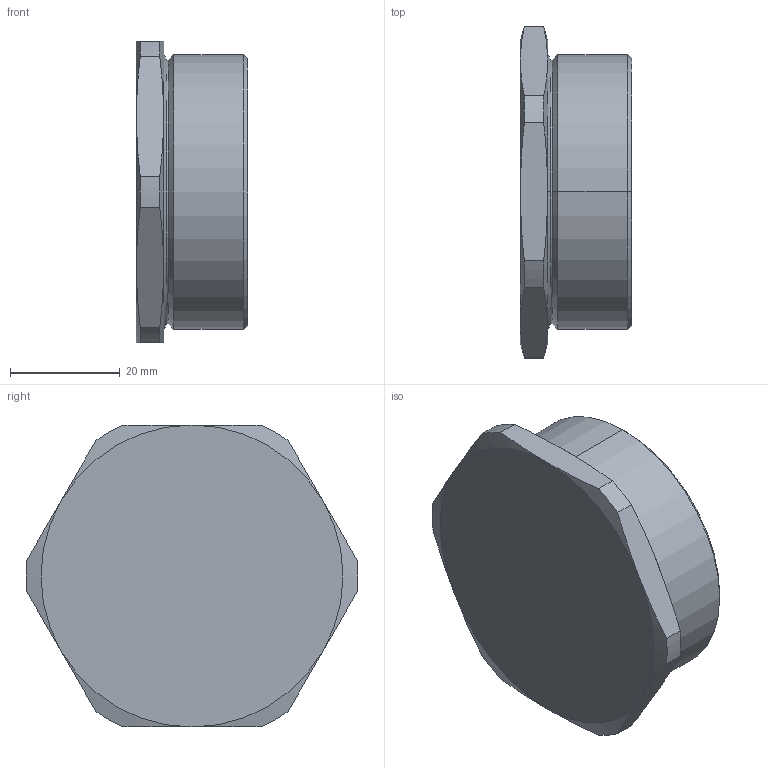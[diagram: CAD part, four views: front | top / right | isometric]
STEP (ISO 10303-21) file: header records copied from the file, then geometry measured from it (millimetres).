
FILE_DESCRIPTION (( 'STEP AP203' ), '1' );
FILE_NAME ('757 M50.STEP', '2016-09-19T13:09:17', ( '' ), ( '' ), 'SwSTEP 2.0', 'SolidWorks 2014', '' );
FILE_SCHEMA (( 'CONFIG_CONTROL_DESIGN' ));
Length unit declared in the file: millimetre
Products named in the file (1): 757 M50
Bounding box: 20.3 x 60.47 x 55 mm (x, y, z)
Volume: 22804.7 mm3; surface area: 10427.9 mm2
Topology: 1 solids, 1 shells, 42 faces, 94 edges, 55 vertices
Faces by surface type: cone 20, cylinder 12, plane 10
Entity records: 1295 total; most frequent: CARTESIAN_POINT 310, DIRECTION 196, ORIENTED_EDGE 184, EDGE_CURVE 92, AXIS2_PLACEMENT_3D 85, VERTEX_POINT 55, EDGE_LOOP 45, ADVANCED_FACE 42
